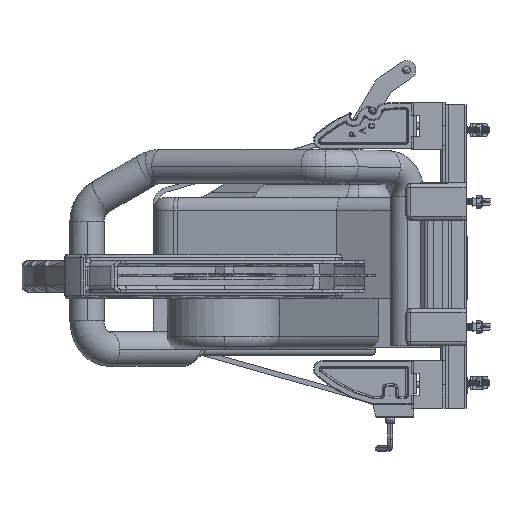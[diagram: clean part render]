
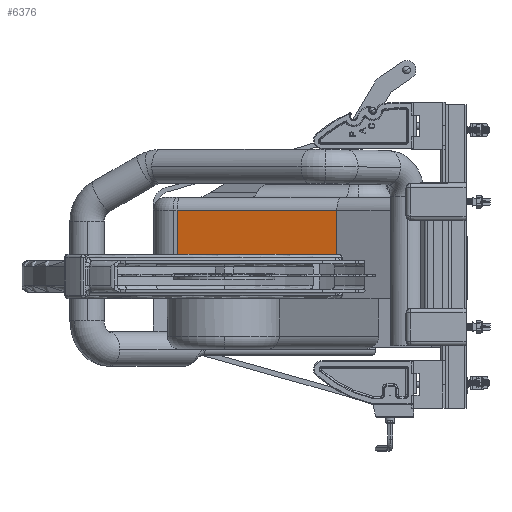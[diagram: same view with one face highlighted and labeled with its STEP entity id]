
A CAD part, left-side view. The second image highlights one B-rep face of the part: STEP entity #6376.
In plain terms, the highlighted planar face has unit normal (-0.977, 0.215, 0).
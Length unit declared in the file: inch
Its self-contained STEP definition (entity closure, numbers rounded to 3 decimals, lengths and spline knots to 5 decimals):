
#64 = CARTESIAN_POINT ( 'NONE',  ( 9.32522, 1.86116, 3.125 ) ) ;
#1146 = VECTOR ( 'NONE', #51012, 39.37008 ) ;
#1418 = VERTEX_POINT ( 'NONE', #67951 ) ;
#4570 = EDGE_LOOP ( 'NONE', ( #38612, #15643, #81780, #8951, #88885 ) ) ;
#6376 = ADVANCED_FACE ( 'NONE', ( #59556 ), #34630, .F. ) ;
#7087 = DIRECTION ( 'NONE',  ( 0., 0., 1. ) ) ;
#8951 = ORIENTED_EDGE ( 'NONE', *, *, #79854, .F. ) ;
#15643 = ORIENTED_EDGE ( 'NONE', *, *, #78025, .T. ) ;
#22581 = VERTEX_POINT ( 'NONE', #50579 ) ;
#28944 = LINE ( 'NONE', #45511, #43123 ) ;
#32392 = VERTEX_POINT ( 'NONE', #47455 ) ;
#33257 = DIRECTION ( 'NONE',  ( -0.215, -0.977, 0. ) ) ;
#33381 = CARTESIAN_POINT ( 'NONE',  ( 7.93476, -4.45548, 3.125 ) ) ;
#34630 = PLANE ( 'NONE',  #83327 ) ;
#38612 = ORIENTED_EDGE ( 'NONE', *, *, #71643, .F. ) ;
#41675 = DIRECTION ( 'NONE',  ( 0.215, 0.977, 0. ) ) ;
#42737 = LINE ( 'NONE', #85951, #1146 ) ;
#43123 = VECTOR ( 'NONE', #52498, 39.37008 ) ;
#45382 = VERTEX_POINT ( 'NONE', #50956 ) ;
#45511 = CARTESIAN_POINT ( 'NONE',  ( 7.93476, -4.45548, -0.875 ) ) ;
#47304 = CARTESIAN_POINT ( 'NONE',  ( 7.93476, -4.45548, -0.875 ) ) ;
#47427 = DIRECTION ( 'NONE',  ( 0., 0., -1. ) ) ;
#47455 = CARTESIAN_POINT ( 'NONE',  ( 7.93476, -4.45548, -0.875 ) ) ;
#50579 = CARTESIAN_POINT ( 'NONE',  ( 7.93476, -4.45548, 2.625 ) ) ;
#50956 = CARTESIAN_POINT ( 'NONE',  ( 8.90325, -0.05575, -0.875 ) ) ;
#51012 = DIRECTION ( 'NONE',  ( 0.215, 0.977, 0. ) ) ;
#52498 = DIRECTION ( 'NONE',  ( -0.215, -0.977, 0. ) ) ;
#57883 = EDGE_CURVE ( 'NONE', #45382, #32392, #28944, .T. ) ;
#59556 = FACE_OUTER_BOUND ( 'NONE', #4570, .T. ) ;
#60088 = LINE ( 'NONE', #33381, #78744 ) ;
#63519 = LINE ( 'NONE', #47304, #77774 ) ;
#67951 = CARTESIAN_POINT ( 'NONE',  ( 9.32522, 1.86116, 2.625 ) ) ;
#71643 = EDGE_CURVE ( 'NONE', #76957, #1418, #73164, .T. ) ;
#73164 = LINE ( 'NONE', #64, #89584 ) ;
#76598 = CARTESIAN_POINT ( 'NONE',  ( 7.93476, -4.45548, 3.125 ) ) ;
#76957 = VERTEX_POINT ( 'NONE', #89376 ) ;
#77774 = VECTOR ( 'NONE', #33257, 39.37008 ) ;
#78025 = EDGE_CURVE ( 'NONE', #76957, #45382, #63519, .T. ) ;
#78744 = VECTOR ( 'NONE', #47427, 39.37008 ) ;
#79040 = EDGE_CURVE ( 'NONE', #22581, #1418, #42737, .T. ) ;
#79854 = EDGE_CURVE ( 'NONE', #22581, #32392, #60088, .T. ) ;
#81780 = ORIENTED_EDGE ( 'NONE', *, *, #57883, .T. ) ;
#83327 = AXIS2_PLACEMENT_3D ( 'NONE', #76598, #83606, #41675 ) ;
#83606 = DIRECTION ( 'NONE',  ( 0.977, -0.215, 0. ) ) ;
#85951 = CARTESIAN_POINT ( 'NONE',  ( 7.93476, -4.45548, 2.625 ) ) ;
#88885 = ORIENTED_EDGE ( 'NONE', *, *, #79040, .T. ) ;
#89376 = CARTESIAN_POINT ( 'NONE',  ( 9.32522, 1.86116, -0.875 ) ) ;
#89584 = VECTOR ( 'NONE', #7087, 39.37008 ) ;
